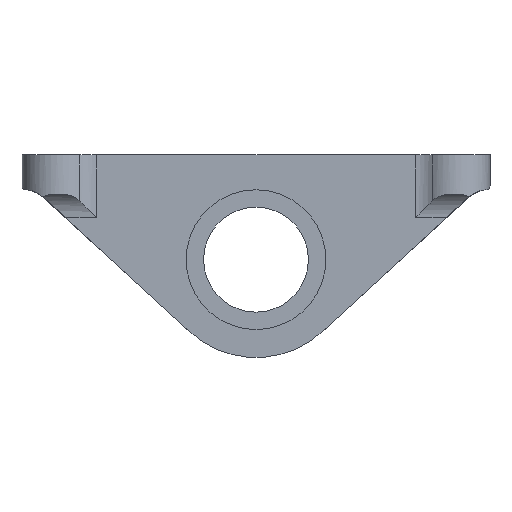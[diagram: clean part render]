
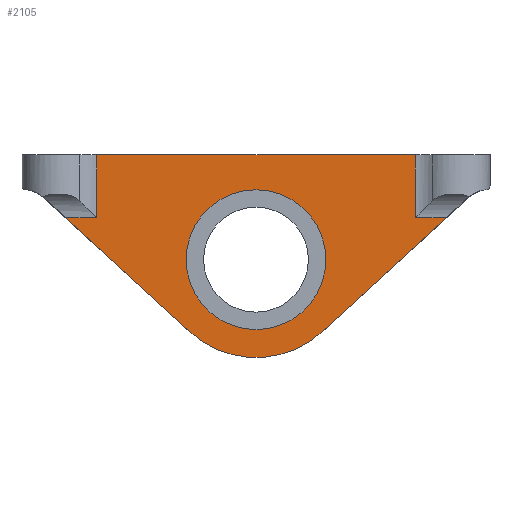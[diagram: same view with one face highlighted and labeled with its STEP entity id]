
A CAD part, front view. The second image highlights one B-rep face of the part: STEP entity #2105.
In plain terms, the highlighted planar face has unit normal (0, -1, 0).
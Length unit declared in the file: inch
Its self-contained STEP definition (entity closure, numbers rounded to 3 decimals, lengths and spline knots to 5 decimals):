
#7 = LINE ( 'NONE', #1678, #2317 ) ;
#139 = FACE_OUTER_BOUND ( 'NONE', #2294, .T. ) ;
#148 = CIRCLE ( 'NONE', #511, 0.5 ) ;
#165 = PLANE ( 'NONE',  #639 ) ;
#195 = LINE ( 'NONE', #2583, #1664 ) ;
#201 = DIRECTION ( 'NONE',  ( 0., 0., 1. ) ) ;
#303 = EDGE_CURVE ( 'NONE', #780, #336, #937, .T. ) ;
#336 = VERTEX_POINT ( 'NONE', #1056 ) ;
#373 = VECTOR ( 'NONE', #2522, 39.37008 ) ;
#379 = CARTESIAN_POINT ( 'NONE',  ( -1.36209, -1.9, -0.45 ) ) ;
#396 = VECTOR ( 'NONE', #201, 39.37008 ) ;
#401 = AXIS2_PLACEMENT_3D ( 'NONE', #1526, #845, #1947 ) ;
#428 = ORIENTED_EDGE ( 'NONE', *, *, #2602, .F. ) ;
#500 = VERTEX_POINT ( 'NONE', #1108 ) ;
#511 = AXIS2_PLACEMENT_3D ( 'NONE', #1995, #908, #2413 ) ;
#525 = DIRECTION ( 'NONE',  ( -1., 0., 0. ) ) ;
#591 = CARTESIAN_POINT ( 'NONE',  ( -1.1404, -1.9, 0. ) ) ;
#639 = AXIS2_PLACEMENT_3D ( 'NONE', #1194, #1610, #1878 ) ;
#653 = EDGE_CURVE ( 'NONE', #2629, #1417, #2568, .T. ) ;
#677 = CARTESIAN_POINT ( 'NONE',  ( -0.84695, -1.9, -0.9228 ) ) ;
#715 = ORIENTED_EDGE ( 'NONE', *, *, #2433, .T. ) ;
#780 = VERTEX_POINT ( 'NONE', #1990 ) ;
#827 = ORIENTED_EDGE ( 'NONE', *, *, #1311, .T. ) ;
#841 = EDGE_CURVE ( 'NONE', #1417, #1718, #2208, .T. ) ;
#845 = DIRECTION ( 'NONE',  ( 0., 1., 0. ) ) ;
#863 = CARTESIAN_POINT ( 'NONE',  ( 0.47333, -1.9, -1.26571 ) ) ;
#876 = ORIENTED_EDGE ( 'NONE', *, *, #2586, .T. ) ;
#880 = VECTOR ( 'NONE', #1303, 39.37008 ) ;
#897 = ORIENTED_EDGE ( 'NONE', *, *, #1191, .F. ) ;
#908 = DIRECTION ( 'NONE',  ( 0., 1., 0. ) ) ;
#935 = CARTESIAN_POINT ( 'NONE',  ( 1.36209, -1.9, -0.45 ) ) ;
#937 = CIRCLE ( 'NONE', #401, 0.5 ) ;
#1029 = VERTEX_POINT ( 'NONE', #591 ) ;
#1035 = DIRECTION ( 'NONE',  ( 0., 1., 0. ) ) ;
#1040 = CIRCLE ( 'NONE', #2647, 0.7 ) ;
#1056 = CARTESIAN_POINT ( 'NONE',  ( 0., -1.9, -1.25 ) ) ;
#1105 = DIRECTION ( 'NONE',  ( -1., 0., 0. ) ) ;
#1108 = CARTESIAN_POINT ( 'NONE',  ( 1.1404, -1.9, 0. ) ) ;
#1129 = CARTESIAN_POINT ( 'NONE',  ( 1.1404, -1.9, -0.45 ) ) ;
#1164 = CARTESIAN_POINT ( 'NONE',  ( -0.47333, -1.9, -1.26571 ) ) ;
#1191 = EDGE_CURVE ( 'NONE', #1756, #1306, #7, .T. ) ;
#1194 = CARTESIAN_POINT ( 'NONE',  ( 0., -1.9, 0. ) ) ;
#1303 = DIRECTION ( 'NONE',  ( 0.737, 0., -0.676 ) ) ;
#1306 = VERTEX_POINT ( 'NONE', #863 ) ;
#1311 = EDGE_CURVE ( 'NONE', #2384, #500, #2114, .T. ) ;
#1339 = VECTOR ( 'NONE', #2287, 39.37008 ) ;
#1417 = VERTEX_POINT ( 'NONE', #379 ) ;
#1436 = CARTESIAN_POINT ( 'NONE',  ( 0., -1.9, -0.45 ) ) ;
#1526 = CARTESIAN_POINT ( 'NONE',  ( 0., -1.9, -0.75 ) ) ;
#1562 = EDGE_LOOP ( 'NONE', ( #1624, #2271 ) ) ;
#1610 = DIRECTION ( 'NONE',  ( 0., 1., 0. ) ) ;
#1624 = ORIENTED_EDGE ( 'NONE', *, *, #303, .T. ) ;
#1664 = VECTOR ( 'NONE', #1105, 39.37008 ) ;
#1666 = DIRECTION ( 'NONE',  ( 0., 0., 1. ) ) ;
#1678 = CARTESIAN_POINT ( 'NONE',  ( 0.84695, -1.9, -0.9228 ) ) ;
#1684 = CARTESIAN_POINT ( 'NONE',  ( -1.1404, -1.9, -0.45 ) ) ;
#1718 = VERTEX_POINT ( 'NONE', #1164 ) ;
#1756 = VERTEX_POINT ( 'NONE', #935 ) ;
#1878 = DIRECTION ( 'NONE',  ( 0., 0., 1. ) ) ;
#1933 = EDGE_CURVE ( 'NONE', #336, #780, #148, .T. ) ;
#1947 = DIRECTION ( 'NONE',  ( 0., 0., 1. ) ) ;
#1977 = VECTOR ( 'NONE', #525, 39.37008 ) ;
#1990 = CARTESIAN_POINT ( 'NONE',  ( 0., -1.9, -0.25 ) ) ;
#1995 = CARTESIAN_POINT ( 'NONE',  ( 0., -1.9, -0.75 ) ) ;
#2036 = FACE_BOUND ( 'NONE', #1562, .T. ) ;
#2066 = ORIENTED_EDGE ( 'NONE', *, *, #653, .T. ) ;
#2070 = ORIENTED_EDGE ( 'NONE', *, *, #2277, .T. ) ;
#2083 = ORIENTED_EDGE ( 'NONE', *, *, #841, .T. ) ;
#2105 = ADVANCED_FACE ( 'NONE', ( #2036, #139 ), #165, .F. ) ;
#2114 = LINE ( 'NONE', #2548, #396 ) ;
#2208 = LINE ( 'NONE', #677, #880 ) ;
#2271 = ORIENTED_EDGE ( 'NONE', *, *, #1933, .T. ) ;
#2277 = EDGE_CURVE ( 'NONE', #500, #1029, #195, .T. ) ;
#2282 = LINE ( 'NONE', #2310, #373 ) ;
#2287 = DIRECTION ( 'NONE',  ( -1., 0., 0. ) ) ;
#2294 = EDGE_LOOP ( 'NONE', ( #2070, #876, #2066, #2083, #428, #897, #715, #827 ) ) ;
#2310 = CARTESIAN_POINT ( 'NONE',  ( -1.1404, -1.9, 0. ) ) ;
#2317 = VECTOR ( 'NONE', #2571, 39.37008 ) ;
#2384 = VERTEX_POINT ( 'NONE', #1129 ) ;
#2413 = DIRECTION ( 'NONE',  ( 0., 0., 1. ) ) ;
#2430 = CARTESIAN_POINT ( 'NONE',  ( 1.21927, -1.9, -0.45 ) ) ;
#2433 = EDGE_CURVE ( 'NONE', #1756, #2384, #2459, .T. ) ;
#2459 = LINE ( 'NONE', #2430, #1977 ) ;
#2522 = DIRECTION ( 'NONE',  ( 0., 0., -1. ) ) ;
#2548 = CARTESIAN_POINT ( 'NONE',  ( 1.1404, -1.9, 0. ) ) ;
#2568 = LINE ( 'NONE', #1436, #1339 ) ;
#2571 = DIRECTION ( 'NONE',  ( -0.737, 0., -0.676 ) ) ;
#2583 = CARTESIAN_POINT ( 'NONE',  ( 0., -1.9, 0. ) ) ;
#2586 = EDGE_CURVE ( 'NONE', #1029, #2629, #2282, .T. ) ;
#2602 = EDGE_CURVE ( 'NONE', #1306, #1718, #1040, .T. ) ;
#2629 = VERTEX_POINT ( 'NONE', #1684 ) ;
#2647 = AXIS2_PLACEMENT_3D ( 'NONE', #2723, #1035, #1666 ) ;
#2723 = CARTESIAN_POINT ( 'NONE',  ( 0., -1.9, -0.75 ) ) ;
